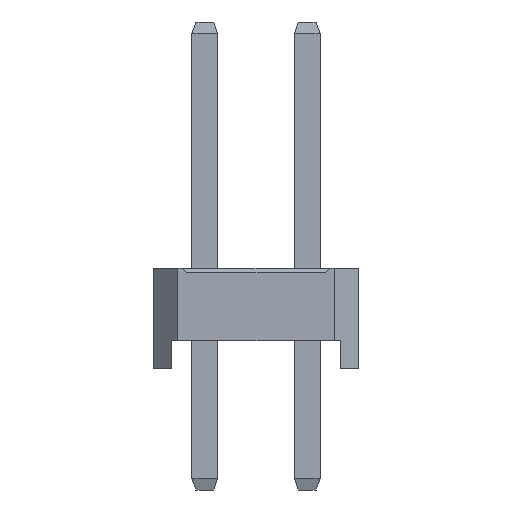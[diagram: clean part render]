
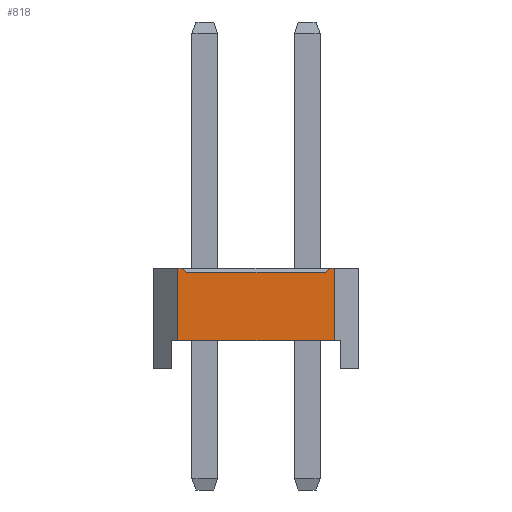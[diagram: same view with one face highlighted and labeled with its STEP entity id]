
A CAD part, left-side view. The second image highlights one B-rep face of the part: STEP entity #818.
In plain terms, the highlighted planar face has unit normal (-1, 0, 0).
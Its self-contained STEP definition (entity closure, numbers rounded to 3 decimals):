
#818=ADVANCED_FACE('',(#3523),#3525,.T.);
#3523=FACE_BOUND('',#3524,.T.);
#3524=EDGE_LOOP('',(#5655,#5656,#5657,#5658,#5659,#5660,#5661,#5662));
#3525=PLANE('',#3526);
#3526=AXIS2_PLACEMENT_3D('',#3527,#3528,#3529);
#3527=CARTESIAN_POINT('',(-1.27,3.21,0.));
#3528=DIRECTION('',(-1.,0.,0.));
#3529=DIRECTION('',(0.,-1.,0.));
#5655=ORIENTED_EDGE('',*,*,#6988,.F.);
#5656=ORIENTED_EDGE('',*,*,#6989,.T.);
#5657=ORIENTED_EDGE('',*,*,#6990,.F.);
#5658=ORIENTED_EDGE('',*,*,#6725,.F.);
#5659=ORIENTED_EDGE('',*,*,#6991,.F.);
#5660=ORIENTED_EDGE('',*,*,#6622,.T.);
#5661=ORIENTED_EDGE('',*,*,#6987,.T.);
#5662=ORIENTED_EDGE('',*,*,#6729,.F.);
#6622=EDGE_CURVE('',#7376,#7374,#7377,.T.);
#6725=EDGE_CURVE('',#7580,#7582,#7583,.T.);
#6729=EDGE_CURVE('',#7588,#7590,#7591,.T.);
#6987=EDGE_CURVE('',#7374,#7590,#8021,.T.);
#6988=EDGE_CURVE('',#8022,#7588,#8023,.F.);
#6989=EDGE_CURVE('',#8022,#8024,#8025,.T.);
#6990=EDGE_CURVE('',#7582,#8024,#8026,.F.);
#6991=EDGE_CURVE('',#7376,#7580,#8027,.T.);
#7374=VERTEX_POINT('',#8596);
#7376=VERTEX_POINT('',#8600);
#7377=LINE('',#8601,#8602);
#7580=VERTEX_POINT('',#9008);
#7582=VERTEX_POINT('',#9012);
#7583=LINE('',#9013,#9014);
#7588=VERTEX_POINT('',#9024);
#7590=VERTEX_POINT('',#9028);
#7591=LINE('',#9029,#9030);
#8021=LINE('',#9975,#9976);
#8022=VERTEX_POINT('',#9978);
#8023=LINE('',#9979,#9980);
#8024=VERTEX_POINT('',#9982);
#8025=LINE('',#9983,#9984);
#8026=LINE('',#9986,#9987);
#8027=LINE('',#9989,#9990);
#8596=CARTESIAN_POINT('',(-1.27,-0.67,0.7));
#8600=CARTESIAN_POINT('',(-1.27,3.21,0.7));
#8601=CARTESIAN_POINT('',(-1.27,3.21,0.7));
#8602=VECTOR('',#8603,1.);
#8603=DIRECTION('',(0.,-1.,0.));
#9008=CARTESIAN_POINT('',(-1.27,3.21,2.5));
#9012=CARTESIAN_POINT('',(-1.27,3.09,2.5));
#9013=CARTESIAN_POINT('',(-1.27,3.21,2.5));
#9014=VECTOR('',#9015,1.);
#9015=DIRECTION('',(0.,-1.,0.));
#9024=CARTESIAN_POINT('',(-1.27,-0.55,2.5));
#9028=CARTESIAN_POINT('',(-1.27,-0.67,2.5));
#9029=CARTESIAN_POINT('',(-1.27,-0.55,2.5));
#9030=VECTOR('',#9031,1.);
#9031=DIRECTION('',(0.,-1.,0.));
#9975=CARTESIAN_POINT('',(-1.27,-0.67,0.7));
#9976=VECTOR('',#9977,1.);
#9977=DIRECTION('',(0.,0.,1.));
#9978=CARTESIAN_POINT('',(-1.27,-0.45,2.4));
#9979=CARTESIAN_POINT('',(-1.27,-0.55,2.5));
#9980=VECTOR('',#9981,1.);
#9981=DIRECTION('',(0.,0.707,-0.707));
#9982=CARTESIAN_POINT('',(-1.27,2.99,2.4));
#9983=CARTESIAN_POINT('',(-1.27,-0.45,2.4));
#9984=VECTOR('',#9985,1.);
#9985=DIRECTION('',(0.,1.,0.));
#9986=CARTESIAN_POINT('',(-1.27,2.99,2.4));
#9987=VECTOR('',#9988,1.);
#9988=DIRECTION('',(0.,0.707,0.707));
#9989=CARTESIAN_POINT('',(-1.27,3.21,0.7));
#9990=VECTOR('',#9991,1.);
#9991=DIRECTION('',(0.,0.,1.));
